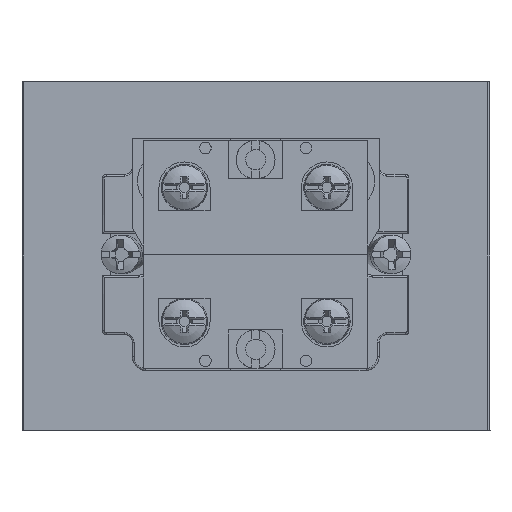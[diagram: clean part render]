
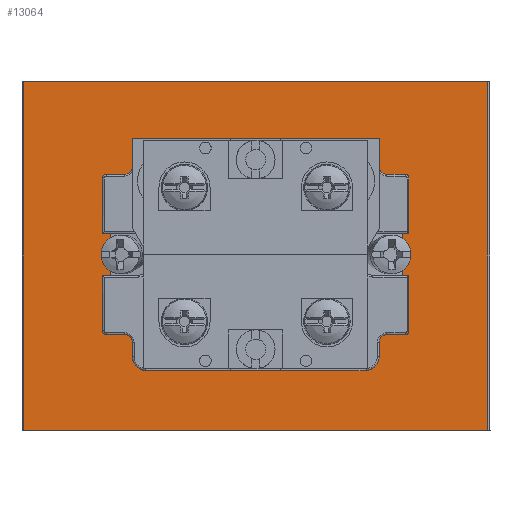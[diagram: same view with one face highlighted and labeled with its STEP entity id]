
A CAD part, left-side view. The second image highlights one B-rep face of the part: STEP entity #13064.
In plain terms, the highlighted planar face has unit normal (-1, 0, 0).
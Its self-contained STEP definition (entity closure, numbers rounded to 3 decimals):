
#12892=CARTESIAN_POINT('',(-15.704,-32.725,11.25));
#12893=VERTEX_POINT('',#12892);
#12894=CARTESIAN_POINT('',(-15.704,-32.725,22.5));
#12895=DIRECTION('',(1.0,0.0,0.0));
#12896=DIRECTION('',(0.0,0.0,1.0));
#12897=AXIS2_PLACEMENT_3D('',#12894,#12895,#12896);
#12898=CIRCLE('',#12897,11.25);
#12899=EDGE_CURVE('',#12893,#12893,#12898,.T.);
#12926=CARTESIAN_POINT('',(-15.704,-2.725,45.0));
#12927=VERTEX_POINT('',#12926);
#12946=CARTESIAN_POINT('',(-15.704,-2.725,0.0));
#12947=VERTEX_POINT('',#12946);
#12956=CARTESIAN_POINT('',(-15.704,-2.725,0.0));
#12957=DIRECTION('',(0.0,0.0,1.0));
#12958=VECTOR('',#12957,45.0);
#12959=LINE('',#12956,#12958);
#12960=EDGE_CURVE('',#12947,#12927,#12959,.T.);
#13010=CARTESIAN_POINT('',(-15.704,-62.725,45.0));
#13011=VERTEX_POINT('',#13010);
#13020=CARTESIAN_POINT('',(-15.704,-62.725,0.0));
#13021=VERTEX_POINT('',#13020);
#13022=CARTESIAN_POINT('',(-15.704,-62.725,0.0));
#13023=DIRECTION('',(0.0,0.0,1.0));
#13024=VECTOR('',#13023,45.0);
#13025=LINE('',#13022,#13024);
#13026=EDGE_CURVE('',#13021,#13011,#13025,.T.);
#13040=CARTESIAN_POINT('',(-15.704,-62.725,0.0));
#13041=DIRECTION('',(-1.0,0.0,0.0));
#13042=DIRECTION('',(0.0,0.0,1.0));
#13043=AXIS2_PLACEMENT_3D('',#13040,#13041,#13042);
#13044=PLANE('',#13043);
#13045=CARTESIAN_POINT('',(-15.704,-62.725,45.0));
#13046=DIRECTION('',(0.0,1.0,0.0));
#13047=VECTOR('',#13046,60.0);
#13048=LINE('',#13045,#13047);
#13049=EDGE_CURVE('',#13011,#12927,#13048,.T.);
#13050=ORIENTED_EDGE('',*,*,#13049,.T.);
#13051=ORIENTED_EDGE('',*,*,#12960,.F.);
#13052=CARTESIAN_POINT('',(-15.704,-2.725,0.0));
#13053=DIRECTION('',(0.0,-1.0,0.0));
#13054=VECTOR('',#13053,60.0);
#13055=LINE('',#13052,#13054);
#13056=EDGE_CURVE('',#12947,#13021,#13055,.T.);
#13057=ORIENTED_EDGE('',*,*,#13056,.T.);
#13058=ORIENTED_EDGE('',*,*,#13026,.T.);
#13059=EDGE_LOOP('',(#13050,#13051,#13057,#13058));
#13060=FACE_OUTER_BOUND('',#13059,.T.);
#13061=ORIENTED_EDGE('',*,*,#12899,.T.);
#13062=EDGE_LOOP('',(#13061));
#13063=FACE_BOUND('',#13062,.T.);
#13064=ADVANCED_FACE('',(#13060,#13063),#13044,.T.);
